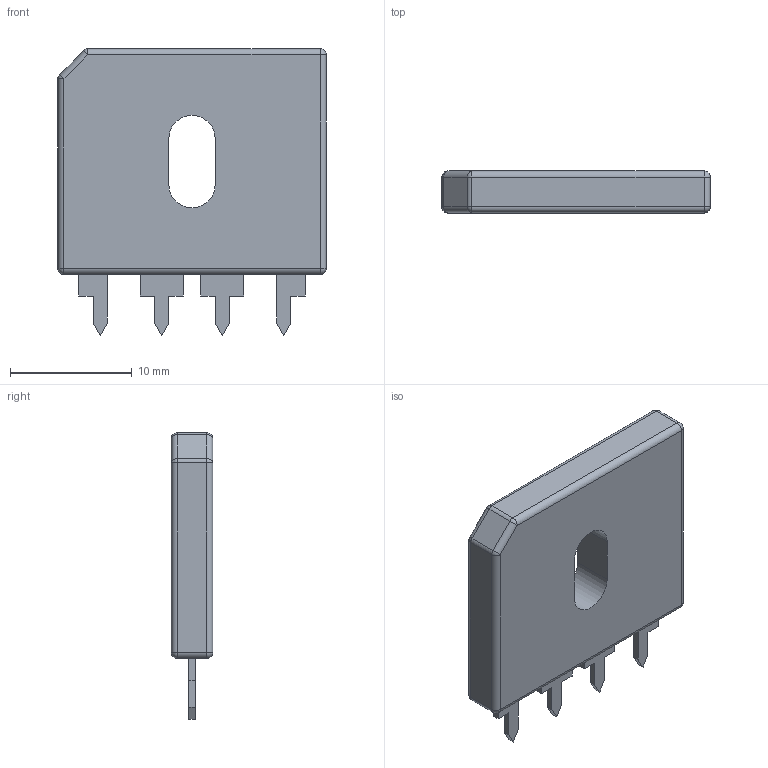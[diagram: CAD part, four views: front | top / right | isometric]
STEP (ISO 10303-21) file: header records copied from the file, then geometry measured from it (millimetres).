
FILE_DESCRIPTION(('FreeCAD Model'),'2;1');
FILE_NAME('Diode_Bridge_18.5x5.5.step','2017-11-24T21:22:27',('kicad StepUp'),( 'ksu MCAD'),'Open CASCADE STEP processor 6.8','FreeCAD','Unknown');
FILE_SCHEMA(('AUTOMOTIVE_DESIGN_CC2 { 1 2 10303 214 -1 1 5 4 }'));
Length unit declared in the file: millimetre
Products named in the file (1): Diode_Bridge_18.5x5.5
Bounding box: 22.05 x 3.43 x 23.55 mm (x, y, z)
Volume: 1313.8 mm3; surface area: 1151 mm2
Topology: 1 solids, 1 shells, 72 faces, 178 edges, 102 vertices
Faces by surface type: plane 45, cylinder 17, sphere 10
Entity records: 2527 total; most frequent: DIRECTION 348, CARTESIAN_POINT 343, ORIENTED_EDGE 336, EDGE_CURVE 168, LINE 134, VECTOR 134, AXIS2_PLACEMENT_3D 107, VERTEX_POINT 102
